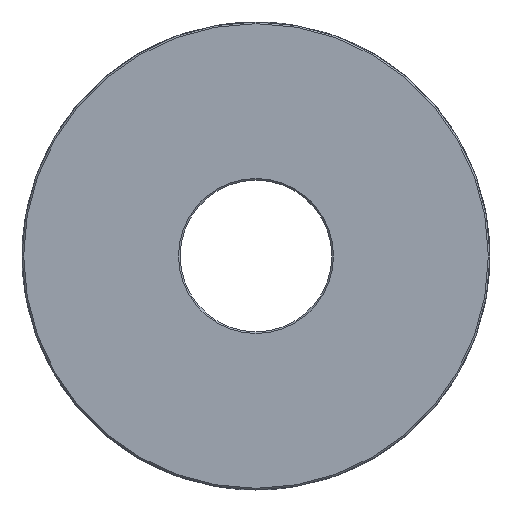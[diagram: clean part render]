
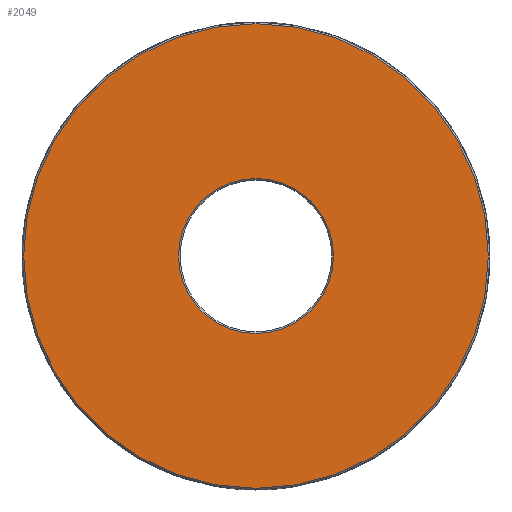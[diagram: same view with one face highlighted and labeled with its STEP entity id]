
A CAD part, left-side view. The second image highlights one B-rep face of the part: STEP entity #2049.
In plain terms, the highlighted planar face has unit normal (-1, 0, 0).
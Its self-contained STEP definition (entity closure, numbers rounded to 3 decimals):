
#26 = EDGE_LOOP ( 'NONE', ( #2469, #2470 ) ) ;
#567 = VERTEX_POINT ( 'NONE', #4580 ) ;
#568 = VERTEX_POINT ( 'NONE', #4581 ) ;
#569 = VERTEX_POINT ( 'NONE', #4582 ) ;
#570 = VERTEX_POINT ( 'NONE', #4583 ) ;
#736 = EDGE_LOOP ( 'NONE', ( #2467, #2468 ) ) ;
#1303 = EDGE_CURVE ( 'NONE', #570, #569, #4040, .T. ) ;
#1331 = EDGE_CURVE ( 'NONE', #568, #567, #4082, .T. ) ;
#1727 = EDGE_CURVE ( 'NONE', #567, #568, #7421, .T. ) ;
#1729 = EDGE_CURVE ( 'NONE', #569, #570, #7424, .T. ) ;
#2049 = ADVANCED_FACE ( 'NONE', ( #7814, #7817 ), #8735, .T. ) ;
#2467 = ORIENTED_EDGE ( 'NONE', *, *, #1331, .F. ) ;
#2468 = ORIENTED_EDGE ( 'NONE', *, *, #1727, .F. ) ;
#2469 = ORIENTED_EDGE ( 'NONE', *, *, #1729, .F. ) ;
#2470 = ORIENTED_EDGE ( 'NONE', *, *, #1303, .F. ) ;
#4040 = CIRCLE ( 'NONE', #6963, 17.881 ) ;
#4082 = CIRCLE ( 'NONE', #6977, 53.619 ) ;
#4580 = CARTESIAN_POINT ( 'NONE',  ( -70., 0., -53.619 ) ) ;
#4581 = CARTESIAN_POINT ( 'NONE',  ( -70., 0., 53.619 ) ) ;
#4582 = CARTESIAN_POINT ( 'NONE',  ( -70., 0., -17.881 ) ) ;
#4583 = CARTESIAN_POINT ( 'NONE',  ( -70., 0., 17.881 ) ) ;
#6069 = CARTESIAN_POINT ( 'NONE',  ( -70., 0., 0. ) ) ;
#6070 = DIRECTION ( 'NONE',  ( -1., 0., 0. ) ) ;
#6071 = DIRECTION ( 'NONE',  ( 0., 0., -1. ) ) ;
#6143 = CARTESIAN_POINT ( 'NONE',  ( -70., 0., 0. ) ) ;
#6145 = DIRECTION ( 'NONE',  ( 1., 0., 0. ) ) ;
#6146 = DIRECTION ( 'NONE',  ( 0., 0., -1. ) ) ;
#6474 = CARTESIAN_POINT ( 'NONE',  ( -70., 0., 0. ) ) ;
#6475 = DIRECTION ( 'NONE',  ( 1., 0., 0. ) ) ;
#6476 = DIRECTION ( 'NONE',  ( 0., 0., -1. ) ) ;
#6480 = CARTESIAN_POINT ( 'NONE',  ( -70., 0., 0. ) ) ;
#6481 = DIRECTION ( 'NONE',  ( -1., 0., 0. ) ) ;
#6482 = DIRECTION ( 'NONE',  ( 0., 0., -1. ) ) ;
#6963 = AXIS2_PLACEMENT_3D ( 'NONE', #6069, #6070, #6071 ) ;
#6977 = AXIS2_PLACEMENT_3D ( 'NONE', #6143, #6145, #6146 ) ;
#7008 = AXIS2_PLACEMENT_3D ( 'NONE', #6474, #6475, #6476 ) ;
#7009 = AXIS2_PLACEMENT_3D ( 'NONE', #6480, #6481, #6482 ) ;
#7421 = CIRCLE ( 'NONE', #7008, 53.619 ) ;
#7424 = CIRCLE ( 'NONE', #7009, 17.881 ) ;
#7814 = FACE_OUTER_BOUND ( 'NONE', #736, .T. ) ;
#7817 = FACE_BOUND ( 'NONE', #26, .T. ) ;
#8734 = CARTESIAN_POINT ( 'NONE',  ( -70., 0., 0. ) ) ;
#8735 = PLANE ( 'NONE',  #9284 ) ;
#8737 = DIRECTION ( 'NONE',  ( -1., 0., 0. ) ) ;
#8738 = DIRECTION ( 'NONE',  ( 0., 0., -1. ) ) ;
#9284 = AXIS2_PLACEMENT_3D ( 'NONE', #8734, #8737, #8738 ) ;
